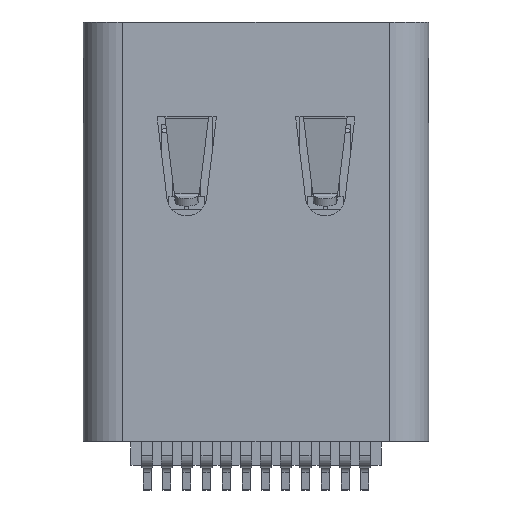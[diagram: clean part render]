
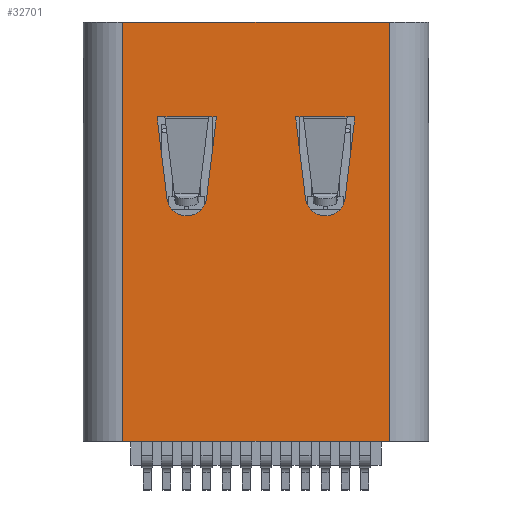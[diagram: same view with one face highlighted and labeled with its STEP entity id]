
A CAD part, front view. The second image highlights one B-rep face of the part: STEP entity #32701.
In plain terms, the highlighted face is planar.
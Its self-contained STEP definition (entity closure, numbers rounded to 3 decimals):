
#941=CIRCLE('',#34768,0.504);
#942=CIRCLE('',#34769,0.504);
#5621=ORIENTED_EDGE('',*,*,#13198,.F.);
#5622=ORIENTED_EDGE('',*,*,#13199,.T.);
#5623=ORIENTED_EDGE('',*,*,#13200,.F.);
#5624=ORIENTED_EDGE('',*,*,#13171,.T.);
#5625=ORIENTED_EDGE('',*,*,#13201,.T.);
#5626=ORIENTED_EDGE('',*,*,#13202,.F.);
#5627=ORIENTED_EDGE('',*,*,#13203,.F.);
#5628=ORIENTED_EDGE('',*,*,#13204,.F.);
#5629=ORIENTED_EDGE('',*,*,#13205,.F.);
#5630=ORIENTED_EDGE('',*,*,#13206,.F.);
#5631=ORIENTED_EDGE('',*,*,#13207,.F.);
#5632=ORIENTED_EDGE('',*,*,#13208,.T.);
#5633=ORIENTED_EDGE('',*,*,#13209,.F.);
#5634=ORIENTED_EDGE('',*,*,#13210,.T.);
#5635=ORIENTED_EDGE('',*,*,#13211,.T.);
#5636=ORIENTED_EDGE('',*,*,#13212,.F.);
#5637=ORIENTED_EDGE('',*,*,#13213,.F.);
#5638=ORIENTED_EDGE('',*,*,#13214,.F.);
#5639=ORIENTED_EDGE('',*,*,#13215,.F.);
#5640=ORIENTED_EDGE('',*,*,#13216,.F.);
#5641=ORIENTED_EDGE('',*,*,#13217,.F.);
#5642=ORIENTED_EDGE('',*,*,#13218,.F.);
#5643=ORIENTED_EDGE('',*,*,#13219,.T.);
#5644=ORIENTED_EDGE('',*,*,#13220,.T.);
#13171=EDGE_CURVE('',#17302,#17303,#21038,.T.);
#13198=EDGE_CURVE('',#17328,#17329,#21063,.T.);
#13199=EDGE_CURVE('',#17328,#17330,#21064,.T.);
#13200=EDGE_CURVE('',#17302,#17330,#21065,.T.);
#13201=EDGE_CURVE('',#17303,#17331,#21066,.T.);
#13202=EDGE_CURVE('',#17332,#17331,#21067,.T.);
#13203=EDGE_CURVE('',#17333,#17332,#21068,.T.);
#13204=EDGE_CURVE('',#17334,#17333,#941,.T.);
#13205=EDGE_CURVE('',#17335,#17334,#21069,.T.);
#13206=EDGE_CURVE('',#17329,#17335,#21070,.T.);
#13207=EDGE_CURVE('',#17336,#17337,#21071,.T.);
#13208=EDGE_CURVE('',#17336,#17338,#21072,.T.);
#13209=EDGE_CURVE('',#17339,#17338,#21073,.T.);
#13210=EDGE_CURVE('',#17339,#17340,#21074,.T.);
#13211=EDGE_CURVE('',#17340,#17341,#21075,.T.);
#13212=EDGE_CURVE('',#17342,#17341,#21076,.T.);
#13213=EDGE_CURVE('',#17343,#17342,#21077,.T.);
#13214=EDGE_CURVE('',#17344,#17343,#942,.T.);
#13215=EDGE_CURVE('',#17345,#17344,#21078,.T.);
#13216=EDGE_CURVE('',#17337,#17345,#21079,.T.);
#13217=EDGE_CURVE('',#17346,#17347,#21080,.T.);
#13218=EDGE_CURVE('',#17348,#17346,#21081,.T.);
#13219=EDGE_CURVE('',#17348,#17349,#21082,.T.);
#13220=EDGE_CURVE('',#17349,#17347,#21083,.T.);
#17302=VERTEX_POINT('',#48905);
#17303=VERTEX_POINT('',#48906);
#17328=VERTEX_POINT('',#48960);
#17329=VERTEX_POINT('',#48961);
#17330=VERTEX_POINT('',#48963);
#17331=VERTEX_POINT('',#48966);
#17332=VERTEX_POINT('',#48968);
#17333=VERTEX_POINT('',#48970);
#17334=VERTEX_POINT('',#48972);
#17335=VERTEX_POINT('',#48974);
#17336=VERTEX_POINT('',#48977);
#17337=VERTEX_POINT('',#48978);
#17338=VERTEX_POINT('',#48980);
#17339=VERTEX_POINT('',#48982);
#17340=VERTEX_POINT('',#48984);
#17341=VERTEX_POINT('',#48986);
#17342=VERTEX_POINT('',#48988);
#17343=VERTEX_POINT('',#48990);
#17344=VERTEX_POINT('',#48992);
#17345=VERTEX_POINT('',#48994);
#17346=VERTEX_POINT('',#48997);
#17347=VERTEX_POINT('',#48998);
#17348=VERTEX_POINT('',#49000);
#17349=VERTEX_POINT('',#49002);
#21038=LINE('',#48904,#25033);
#21063=LINE('',#48959,#25058);
#21064=LINE('',#48962,#25059);
#21065=LINE('',#48964,#25060);
#21066=LINE('',#48965,#25061);
#21067=LINE('',#48967,#25062);
#21068=LINE('',#48969,#25063);
#21069=LINE('',#48973,#25064);
#21070=LINE('',#48975,#25065);
#21071=LINE('',#48976,#25066);
#21072=LINE('',#48979,#25067);
#21073=LINE('',#48981,#25068);
#21074=LINE('',#48983,#25069);
#21075=LINE('',#48985,#25070);
#21076=LINE('',#48987,#25071);
#21077=LINE('',#48989,#25072);
#21078=LINE('',#48993,#25073);
#21079=LINE('',#48995,#25074);
#21080=LINE('',#48996,#25075);
#21081=LINE('',#48999,#25076);
#21082=LINE('',#49001,#25077);
#21083=LINE('',#49003,#25078);
#25033=VECTOR('',#39809,1000.);
#25058=VECTOR('',#39842,1000.);
#25059=VECTOR('',#39843,1000.);
#25060=VECTOR('',#39844,1000.);
#25061=VECTOR('',#39845,1000.);
#25062=VECTOR('',#39846,1000.);
#25063=VECTOR('',#39847,1000.);
#25064=VECTOR('',#39850,1000.);
#25065=VECTOR('',#39851,1000.);
#25066=VECTOR('',#39852,1000.);
#25067=VECTOR('',#39853,1000.);
#25068=VECTOR('',#39854,1000.);
#25069=VECTOR('',#39855,1000.);
#25070=VECTOR('',#39856,1000.);
#25071=VECTOR('',#39857,1000.);
#25072=VECTOR('',#39858,1000.);
#25073=VECTOR('',#39861,1000.);
#25074=VECTOR('',#39862,1000.);
#25075=VECTOR('',#39863,1000.);
#25076=VECTOR('',#39864,1000.);
#25077=VECTOR('',#39865,1000.);
#25078=VECTOR('',#39866,1000.);
#27812=EDGE_LOOP('',(#5621,#5622,#5623,#5624,#5625,#5626,#5627,#5628,#5629,
#5630));
#27813=EDGE_LOOP('',(#5631,#5632,#5633,#5634,#5635,#5636,#5637,#5638,#5639,
#5640));
#27814=EDGE_LOOP('',(#5641,#5642,#5643,#5644));
#29623=FACE_BOUND('',#27812,.T.);
#29624=FACE_BOUND('',#27813,.T.);
#29625=FACE_BOUND('',#27814,.T.);
#31316=PLANE('',#34767);
#32701=ADVANCED_FACE('',(#29623,#29624,#29625),#31316,.T.);
#34767=AXIS2_PLACEMENT_3D('',#48958,#39840,#39841);
#34768=AXIS2_PLACEMENT_3D('',#48971,#39848,#39849);
#34769=AXIS2_PLACEMENT_3D('',#48991,#39859,#39860);
#39809=DIRECTION('',(-1.,0.,0.));
#39840=DIRECTION('',(0.,0.,1.));
#39841=DIRECTION('',(1.,0.,0.));
#39842=DIRECTION('',(0.,1.,0.));
#39843=DIRECTION('',(-1.,0.,0.));
#39844=DIRECTION('',(1.,0.,0.));
#39845=DIRECTION('',(0.,1.,0.));
#39846=DIRECTION('',(1.,0.,0.));
#39847=DIRECTION('',(-0.121,-0.993,0.));
#39848=DIRECTION('',(0.,0.,1.));
#39849=DIRECTION('',(0.,-1.,0.));
#39850=DIRECTION('',(-0.121,0.993,0.));
#39851=DIRECTION('',(1.,0.,0.));
#39852=DIRECTION('',(0.,1.,0.));
#39853=DIRECTION('',(-1.,0.,0.));
#39854=DIRECTION('',(1.,0.,0.));
#39855=DIRECTION('',(-1.,0.,0.));
#39856=DIRECTION('',(0.,1.,0.));
#39857=DIRECTION('',(1.,0.,0.));
#39858=DIRECTION('',(-0.121,-0.993,0.));
#39859=DIRECTION('',(0.,0.,1.));
#39860=DIRECTION('',(0.,-1.,0.));
#39861=DIRECTION('',(-0.121,0.993,0.));
#39862=DIRECTION('',(1.,0.,0.));
#39863=DIRECTION('',(-1.,0.,0.));
#39864=DIRECTION('',(0.,-1.,0.));
#39865=DIRECTION('',(-1.,0.,0.));
#39866=DIRECTION('',(0.,-1.,0.));
#48904=CARTESIAN_POINT('',(1.2,-2.91,1.48));
#48905=CARTESIAN_POINT('',(1.2,-2.91,1.48));
#48906=CARTESIAN_POINT('',(1.198,-2.91,1.48));
#48958=CARTESIAN_POINT('',(-3.37,5.3,1.48));
#48959=CARTESIAN_POINT('',(2.302,-2.91,1.48));
#48960=CARTESIAN_POINT('',(2.302,-2.91,1.48));
#48961=CARTESIAN_POINT('',(2.302,-2.9,1.48));
#48962=CARTESIAN_POINT('',(1.2,-2.91,1.48));
#48963=CARTESIAN_POINT('',(2.3,-2.91,1.48));
#48964=CARTESIAN_POINT('',(1.2,-2.91,1.48));
#48965=CARTESIAN_POINT('',(1.198,-2.91,1.48));
#48966=CARTESIAN_POINT('',(1.198,-2.9,1.48));
#48967=CARTESIAN_POINT('',(1.,-2.9,1.48));
#48968=CARTESIAN_POINT('',(1.,-2.9,1.48));
#48969=CARTESIAN_POINT('',(1.25,-0.843,1.48));
#48970=CARTESIAN_POINT('',(1.25,-0.843,1.48));
#48971=CARTESIAN_POINT('',(1.75,-0.904,1.48));
#48972=CARTESIAN_POINT('',(2.25,-0.843,1.48));
#48973=CARTESIAN_POINT('',(2.5,-2.9,1.48));
#48974=CARTESIAN_POINT('',(2.5,-2.9,1.48));
#48975=CARTESIAN_POINT('',(2.3,-2.9,1.48));
#48976=CARTESIAN_POINT('',(-1.198,-2.91,1.48));
#48977=CARTESIAN_POINT('',(-1.198,-2.91,1.48));
#48978=CARTESIAN_POINT('',(-1.198,-2.9,1.48));
#48979=CARTESIAN_POINT('',(-2.3,-2.91,1.48));
#48980=CARTESIAN_POINT('',(-1.2,-2.91,1.48));
#48981=CARTESIAN_POINT('',(-2.3,-2.91,1.48));
#48982=CARTESIAN_POINT('',(-2.3,-2.91,1.48));
#48983=CARTESIAN_POINT('',(-2.3,-2.91,1.48));
#48984=CARTESIAN_POINT('',(-2.302,-2.91,1.48));
#48985=CARTESIAN_POINT('',(-2.302,-2.91,1.48));
#48986=CARTESIAN_POINT('',(-2.302,-2.9,1.48));
#48987=CARTESIAN_POINT('',(-2.3,-2.9,1.48));
#48988=CARTESIAN_POINT('',(-2.5,-2.9,1.48));
#48989=CARTESIAN_POINT('',(-2.25,-0.843,1.48));
#48990=CARTESIAN_POINT('',(-2.25,-0.843,1.48));
#48991=CARTESIAN_POINT('',(-1.75,-0.904,1.48));
#48992=CARTESIAN_POINT('',(-1.25,-0.843,1.48));
#48993=CARTESIAN_POINT('',(-1.,-2.9,1.48));
#48994=CARTESIAN_POINT('',(-1.,-2.9,1.48));
#48995=CARTESIAN_POINT('',(-1.,-2.9,1.48));
#48996=CARTESIAN_POINT('',(-3.37,-5.3,1.48));
#48997=CARTESIAN_POINT('',(3.37,-5.3,1.48));
#48998=CARTESIAN_POINT('',(-3.37,-5.3,1.48));
#48999=CARTESIAN_POINT('',(3.37,5.3,1.48));
#49000=CARTESIAN_POINT('',(3.37,5.3,1.48));
#49001=CARTESIAN_POINT('',(-3.37,5.3,1.48));
#49002=CARTESIAN_POINT('',(-3.37,5.3,1.48));
#49003=CARTESIAN_POINT('',(-3.37,5.3,1.48));
